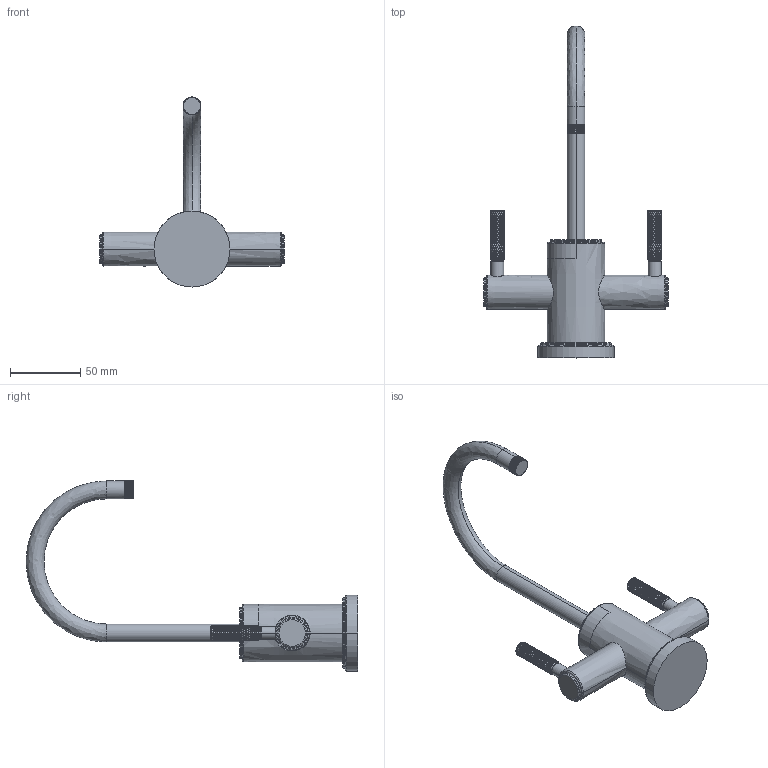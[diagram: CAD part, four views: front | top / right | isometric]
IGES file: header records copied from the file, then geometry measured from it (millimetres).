
Start section:  PTC IGES file: 3290-5603.igs
Global section: file name: 3290-5603.igs; native system: Creo Parametric by PTC Inc.; preprocessor: 2018400; author: jinson.thomas; organization: Unknown; date: 20210422.140632; units: inch
Bounding box: 131.32 x 235.59 x 134.94 mm (x, y, z)
Volume: 202274 mm3; surface area: 38523.7 mm2
Topology: 1 solids, 1 shells, 6118 faces, 12566 edges, 6460 vertices
Faces by surface type: bspline 4876, revolution 1242
